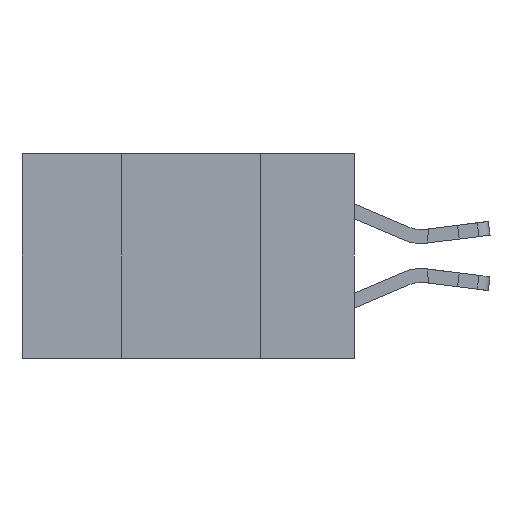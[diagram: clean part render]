
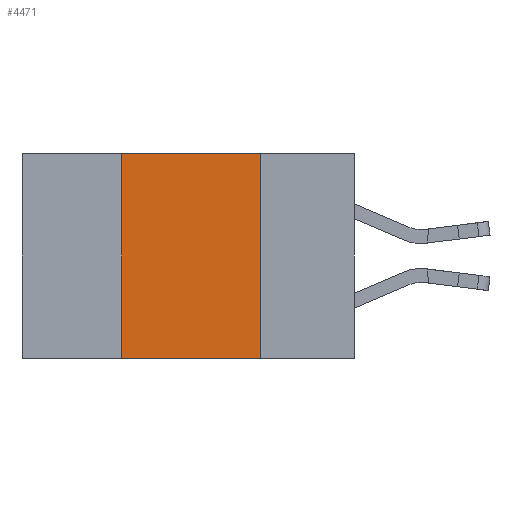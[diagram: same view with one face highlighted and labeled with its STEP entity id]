
A CAD part, left-side view. The second image highlights one B-rep face of the part: STEP entity #4471.
In plain terms, the highlighted planar face has unit normal (-1, 0, 0).
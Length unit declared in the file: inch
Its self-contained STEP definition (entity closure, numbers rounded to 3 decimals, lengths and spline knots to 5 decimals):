
#612 = VECTOR ( 'NONE', #1879, 39.37008 ) ;
#908 = LINE ( 'NONE', #987, #8302 ) ;
#987 = CARTESIAN_POINT ( 'NONE',  ( 0., 0.42, -0.37 ) ) ;
#1879 = DIRECTION ( 'NONE',  ( 0., 0., -1. ) ) ;
#2126 = ORIENTED_EDGE ( 'NONE', *, *, #7325, .T. ) ;
#2574 = ORIENTED_EDGE ( 'NONE', *, *, #10926, .F. ) ;
#2820 = LINE ( 'NONE', #11657, #612 ) ;
#3049 = VECTOR ( 'NONE', #11359, 39.37008 ) ;
#3551 = AXIS2_PLACEMENT_3D ( 'NONE', #7574, #5028, #9893 ) ;
#3833 = EDGE_LOOP ( 'NONE', ( #13385, #2574, #5547, #2126 ) ) ;
#3867 = VERTEX_POINT ( 'NONE', #8147 ) ;
#3915 = VERTEX_POINT ( 'NONE', #6709 ) ;
#4120 = CARTESIAN_POINT ( 'NONE',  ( 0., 0.6, -0.37 ) ) ;
#4471 = ADVANCED_FACE ( 'NONE', ( #14894 ), #6445, .F. ) ;
#5028 = DIRECTION ( 'NONE',  ( 1., 0., 0. ) ) ;
#5405 = EDGE_CURVE ( 'NONE', #3867, #3915, #908, .T. ) ;
#5547 = ORIENTED_EDGE ( 'NONE', *, *, #5405, .F. ) ;
#6445 = PLANE ( 'NONE',  #3551 ) ;
#6709 = CARTESIAN_POINT ( 'NONE',  ( 0., 0.42, 0. ) ) ;
#6715 = VECTOR ( 'NONE', #10664, 39.37008 ) ;
#7325 = EDGE_CURVE ( 'NONE', #3867, #7741, #13736, .T. ) ;
#7574 = CARTESIAN_POINT ( 'NONE',  ( 0., 0.6, 0. ) ) ;
#7634 = VERTEX_POINT ( 'NONE', #14594 ) ;
#7741 = VERTEX_POINT ( 'NONE', #10301 ) ;
#8147 = CARTESIAN_POINT ( 'NONE',  ( 0., 0.42, -0.37 ) ) ;
#8302 = VECTOR ( 'NONE', #12011, 39.37008 ) ;
#9893 = DIRECTION ( 'NONE',  ( 0., 0., -1. ) ) ;
#10282 = EDGE_CURVE ( 'NONE', #7634, #7741, #2820, .T. ) ;
#10301 = CARTESIAN_POINT ( 'NONE',  ( 0., 0.17, -0.37 ) ) ;
#10664 = DIRECTION ( 'NONE',  ( 0., -1., 0. ) ) ;
#10812 = CARTESIAN_POINT ( 'NONE',  ( 0., 0.6, 0. ) ) ;
#10926 = EDGE_CURVE ( 'NONE', #3915, #7634, #12085, .T. ) ;
#11359 = DIRECTION ( 'NONE',  ( 0., -1., 0. ) ) ;
#11657 = CARTESIAN_POINT ( 'NONE',  ( 0., 0.17, -0.37 ) ) ;
#12011 = DIRECTION ( 'NONE',  ( 0., 0., 1. ) ) ;
#12085 = LINE ( 'NONE', #10812, #6715 ) ;
#13385 = ORIENTED_EDGE ( 'NONE', *, *, #10282, .F. ) ;
#13736 = LINE ( 'NONE', #4120, #3049 ) ;
#14594 = CARTESIAN_POINT ( 'NONE',  ( 0., 0.17, 0. ) ) ;
#14894 = FACE_OUTER_BOUND ( 'NONE', #3833, .T. ) ;
